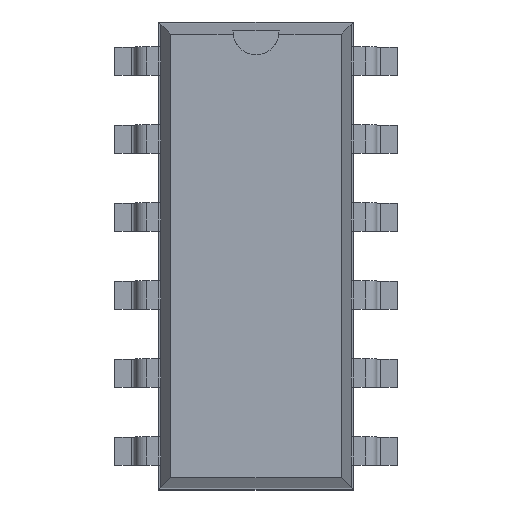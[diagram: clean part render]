
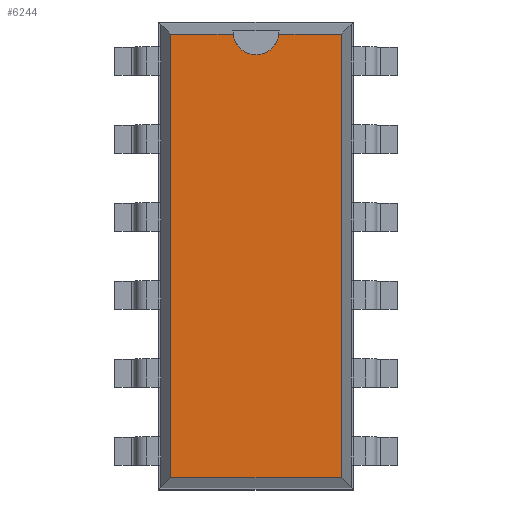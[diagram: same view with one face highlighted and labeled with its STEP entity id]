
A CAD part, top view. The second image highlights one B-rep face of the part: STEP entity #6244.
In plain terms, the highlighted planar face has unit normal (0, 0, 1).
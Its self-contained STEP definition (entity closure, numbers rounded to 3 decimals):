
#4101 = VERTEX_POINT('',#4102);
#4102 = CARTESIAN_POINT('',(2.776,7.221,3.68));
#4107 = EDGE_CURVE('',#4108,#4101,#4110,.T.);
#4108 = VERTEX_POINT('',#4109);
#4109 = CARTESIAN_POINT('',(2.776,-7.221,3.68));
#4110 = LINE('',#4111,#4112);
#4111 = CARTESIAN_POINT('',(2.776,-7.221,3.68));
#4112 = VECTOR('',#4113,1.);
#4113 = DIRECTION('',(0.,1.,0.));
#5121 = VERTEX_POINT('',#5122);
#5122 = CARTESIAN_POINT('',(-2.776,7.221,3.68));
#5127 = EDGE_CURVE('',#5128,#5121,#5130,.T.);
#5128 = VERTEX_POINT('',#5129);
#5129 = CARTESIAN_POINT('',(-0.746,7.221,3.68));
#5130 = LINE('',#5131,#5132);
#5131 = CARTESIAN_POINT('',(2.776,7.221,3.68));
#5132 = VECTOR('',#5133,1.);
#5133 = DIRECTION('',(-1.,0.,0.));
#5153 = VERTEX_POINT('',#5154);
#5154 = CARTESIAN_POINT('',(0.746,7.221,3.68));
#5162 = EDGE_CURVE('',#4101,#5153,#5163,.T.);
#5163 = LINE('',#5164,#5165);
#5164 = CARTESIAN_POINT('',(2.776,7.221,3.68));
#5165 = VECTOR('',#5166,1.);
#5166 = DIRECTION('',(-1.,0.,0.));
#5220 = VERTEX_POINT('',#5221);
#5221 = CARTESIAN_POINT('',(-2.776,-7.221,3.68));
#5226 = EDGE_CURVE('',#5121,#5220,#5227,.T.);
#5227 = LINE('',#5228,#5229);
#5228 = CARTESIAN_POINT('',(-2.776,7.221,3.68));
#5229 = VECTOR('',#5230,1.);
#5230 = DIRECTION('',(0.,-1.,0.));
#6233 = EDGE_CURVE('',#5220,#4108,#6234,.T.);
#6234 = LINE('',#6235,#6236);
#6235 = CARTESIAN_POINT('',(-2.776,-7.221,3.68));
#6236 = VECTOR('',#6237,1.);
#6237 = DIRECTION('',(1.,0.,0.));
#6244 = ADVANCED_FACE('',(#6245),#6268,.F.);
#6245 = FACE_BOUND('',#6246,.F.);
#6246 = EDGE_LOOP('',(#6247,#6248,#6249,#6250,#6251,#6260,#6267));
#6247 = ORIENTED_EDGE('',*,*,#4107,.F.);
#6248 = ORIENTED_EDGE('',*,*,#6233,.F.);
#6249 = ORIENTED_EDGE('',*,*,#5226,.F.);
#6250 = ORIENTED_EDGE('',*,*,#5127,.F.);
#6251 = ORIENTED_EDGE('',*,*,#6252,.F.);
#6252 = EDGE_CURVE('',#6253,#5128,#6255,.T.);
#6253 = VERTEX_POINT('',#6254);
#6254 = CARTESIAN_POINT('',(0.,6.546,3.68));
#6255 = CIRCLE('',#6256,0.75);
#6256 = AXIS2_PLACEMENT_3D('',#6257,#6258,#6259);
#6257 = CARTESIAN_POINT('',(0.,7.296,3.68));
#6258 = DIRECTION('',(0.,0.,-1.));
#6259 = DIRECTION('',(0.,-1.,0.));
#6260 = ORIENTED_EDGE('',*,*,#6261,.F.);
#6261 = EDGE_CURVE('',#5153,#6253,#6262,.T.);
#6262 = CIRCLE('',#6263,0.75);
#6263 = AXIS2_PLACEMENT_3D('',#6264,#6265,#6266);
#6264 = CARTESIAN_POINT('',(0.,7.296,3.68));
#6265 = DIRECTION('',(0.,0.,-1.));
#6266 = DIRECTION('',(0.,-1.,0.));
#6267 = ORIENTED_EDGE('',*,*,#5162,.F.);
#6268 = PLANE('',#6269);
#6269 = AXIS2_PLACEMENT_3D('',#6270,#6271,#6272);
#6270 = CARTESIAN_POINT('',(2.776,-7.221,3.68));
#6271 = DIRECTION('',(0.,0.,-1.));
#6272 = DIRECTION('',(-0.359,0.933,0.));
